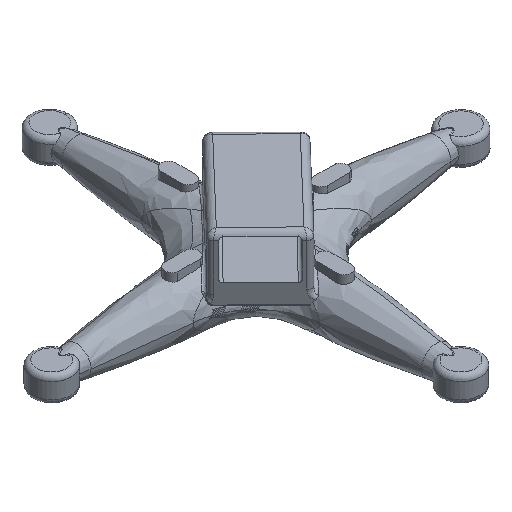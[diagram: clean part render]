
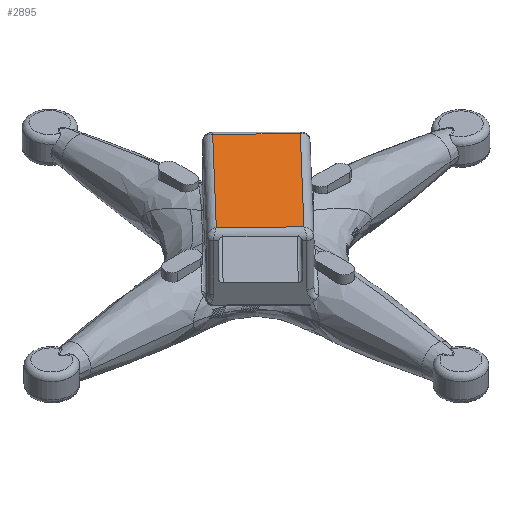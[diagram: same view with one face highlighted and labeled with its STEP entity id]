
A CAD part, isometric view. The second image highlights one B-rep face of the part: STEP entity #2895.
In plain terms, the highlighted planar face has unit normal (0, 0, 1).
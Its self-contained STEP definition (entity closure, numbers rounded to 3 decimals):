
#1204=CARTESIAN_POINT('Vertex',(-23.68,-72.103,74.)) ;
#1207=CARTESIAN_POINT('Line Origine',(-45.506,-50.622,74.)) ;
#1211=CARTESIAN_POINT('Vertex',(-68.581,-27.913,74.)) ;
#2865=CARTESIAN_POINT('Axis2P3D Location',(0.,0.,74.)) ;
#2870=CARTESIAN_POINT('Line Origine',(16.392,-30.173,74.)) ;
#2874=CARTESIAN_POINT('Vertex',(56.464,11.758,74.)) ;
#2877=CARTESIAN_POINT('Line Origine',(34.013,33.853,74.)) ;
#2881=CARTESIAN_POINT('Vertex',(11.563,55.948,74.)) ;
#2884=CARTESIAN_POINT('Line Origine',(-28.509,14.017,74.)) ;
#1209=VECTOR('Line Direction',#1208,1.) ;
#2872=VECTOR('Line Direction',#2871,1.) ;
#2879=VECTOR('Line Direction',#2878,1.) ;
#2886=VECTOR('Line Direction',#2885,1.) ;
#1208=DIRECTION('Vector Direction',(-0.713,0.701,0.)) ;
#2866=DIRECTION('Axis2P3D Direction',(0.,0.,1.)) ;
#2867=DIRECTION('Axis2P3D XDirection',(1.,0.,0.)) ;
#2871=DIRECTION('Vector Direction',(-0.691,-0.723,0.)) ;
#2878=DIRECTION('Vector Direction',(0.713,-0.701,0.)) ;
#2885=DIRECTION('Vector Direction',(0.691,0.723,0.)) ;
#2868=AXIS2_PLACEMENT_3D('Plane Axis2P3D',#2865,#2866,#2867) ;
#1210=LINE('Line',#1207,#1209) ;
#2873=LINE('Line',#2870,#2872) ;
#2880=LINE('Line',#2877,#2879) ;
#2887=LINE('Line',#2884,#2886) ;
#2869=PLANE('',#2868) ;
#1213=EDGE_CURVE('',#1212,#1205,#1210,.F.) ;
#2876=EDGE_CURVE('',#1205,#2875,#2873,.F.) ;
#2883=EDGE_CURVE('',#2875,#2882,#2880,.F.) ;
#2888=EDGE_CURVE('',#2882,#1212,#2887,.F.) ;
#2890=ORIENTED_EDGE('',*,*,#1213,.T.) ;
#2891=ORIENTED_EDGE('',*,*,#2876,.T.) ;
#2892=ORIENTED_EDGE('',*,*,#2883,.T.) ;
#2893=ORIENTED_EDGE('',*,*,#2888,.T.) ;
#2889=EDGE_LOOP('',(#2890,#2891,#2892,#2893)) ;
#1205=VERTEX_POINT('',#1204) ;
#1212=VERTEX_POINT('',#1211) ;
#2875=VERTEX_POINT('',#2874) ;
#2882=VERTEX_POINT('',#2881) ;
#2895=ADVANCED_FACE('PartBody',(#2894),#2869,.T.) ;
#2894=FACE_OUTER_BOUND('',#2889,.T.) ;
